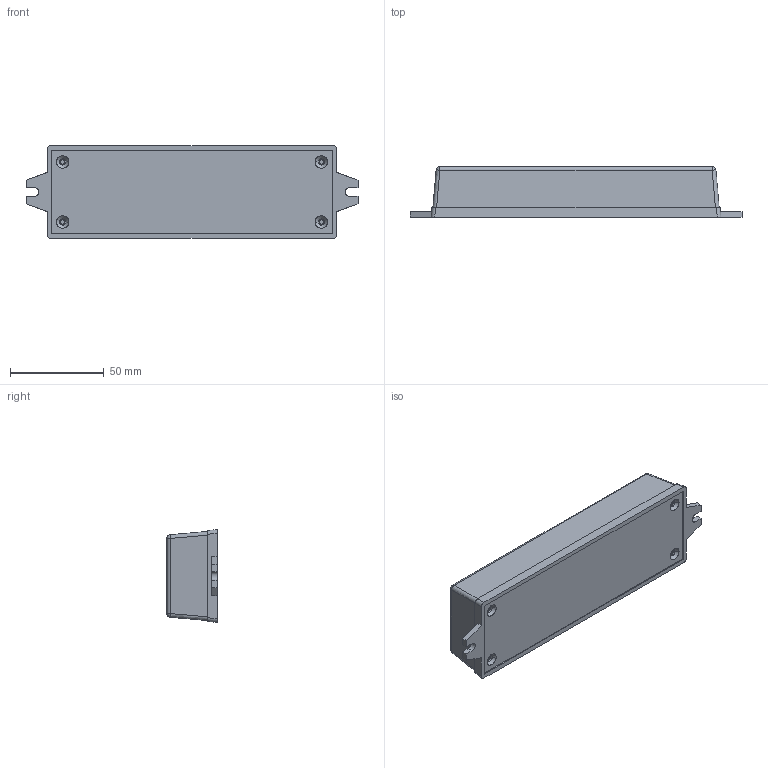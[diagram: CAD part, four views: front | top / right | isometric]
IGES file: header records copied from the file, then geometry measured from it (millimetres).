
Start section: SolidWorks IGES file using analytic representation for surfaces
Global section: file name: KMz 51.IGS; native system: SolidWorks 2010; preprocessor: SolidWorks 2010; author: user; date: 091120.121149; units: millimetre
Bounding box: 176.9 x 26.9 x 49.4 mm (x, y, z)
Surface area: 51141.1 mm2 (no closed solid volume)
Topology: 0 solids, 0 shells, 129 faces, 2008 edges, 2008 vertices
Faces by surface type: revolution 67, bspline 62
